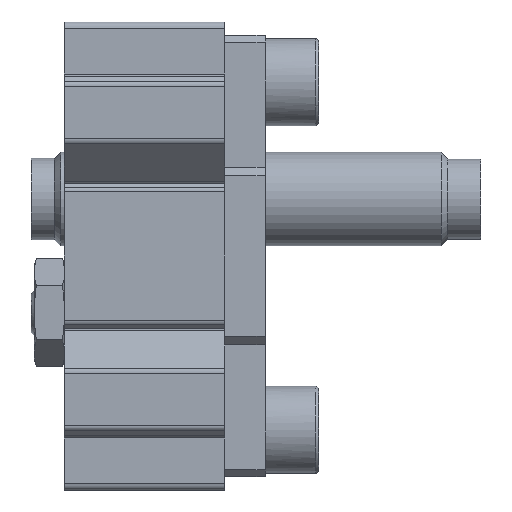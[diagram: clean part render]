
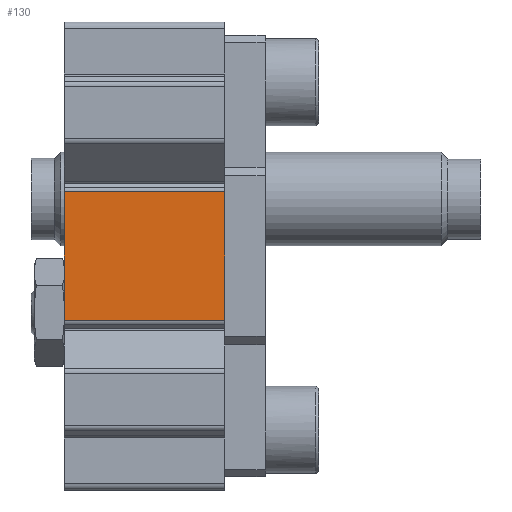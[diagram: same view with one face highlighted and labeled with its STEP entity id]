
A CAD part, front view. The second image highlights one B-rep face of the part: STEP entity #130.
In plain terms, the highlighted planar face has unit normal (0, -1, 0).
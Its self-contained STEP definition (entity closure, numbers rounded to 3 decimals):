
#130 = ADVANCED_FACE ( 'NONE', ( #3812 ), #5277, .F. ) ;
#274 = CARTESIAN_POINT ( 'NONE',  ( 0., 39., -9.586 ) ) ;
#634 = EDGE_CURVE ( 'NONE', #1552, #1855, #4653, .T. ) ;
#639 = LINE ( 'NONE', #1398, #5122 ) ;
#837 = DIRECTION ( 'NONE',  ( -1., 0., 0. ) ) ;
#1072 = AXIS2_PLACEMENT_3D ( 'NONE', #6637, #6455, #6592 ) ;
#1263 = VECTOR ( 'NONE', #837, 1000. ) ;
#1398 = CARTESIAN_POINT ( 'NONE',  ( 0., 39., 33.5 ) ) ;
#1552 = VERTEX_POINT ( 'NONE', #4639 ) ;
#1855 = VERTEX_POINT ( 'NONE', #7414 ) ;
#2266 = ORIENTED_EDGE ( 'NONE', *, *, #3313, .T. ) ;
#2326 = CARTESIAN_POINT ( 'NONE',  ( 24., 39., 9.586 ) ) ;
#2558 = VECTOR ( 'NONE', #2892, 1000. ) ;
#2600 = DIRECTION ( 'NONE',  ( 0., 0., -1. ) ) ;
#2765 = DIRECTION ( 'NONE',  ( 0., 0., -1. ) ) ;
#2826 = ORIENTED_EDGE ( 'NONE', *, *, #6040, .F. ) ;
#2892 = DIRECTION ( 'NONE',  ( 1., 0., 0. ) ) ;
#2917 = CARTESIAN_POINT ( 'NONE',  ( 24., 39., 9.586 ) ) ;
#3313 = EDGE_CURVE ( 'NONE', #6469, #3961, #639, .T. ) ;
#3728 = CARTESIAN_POINT ( 'NONE',  ( 0., 39., 9.586 ) ) ;
#3812 = FACE_OUTER_BOUND ( 'NONE', #5585, .T. ) ;
#3961 = VERTEX_POINT ( 'NONE', #274 ) ;
#4639 = CARTESIAN_POINT ( 'NONE',  ( 24., 39., 9.586 ) ) ;
#4653 = LINE ( 'NONE', #2917, #5980 ) ;
#5122 = VECTOR ( 'NONE', #2600, 1000. ) ;
#5277 = PLANE ( 'NONE',  #1072 ) ;
#5585 = EDGE_LOOP ( 'NONE', ( #2826, #7283, #7104, #2266 ) ) ;
#5980 = VECTOR ( 'NONE', #2765, 1000. ) ;
#6040 = EDGE_CURVE ( 'NONE', #1855, #3961, #7258, .T. ) ;
#6455 = DIRECTION ( 'NONE',  ( 0., 1., 0. ) ) ;
#6469 = VERTEX_POINT ( 'NONE', #3728 ) ;
#6592 = DIRECTION ( 'NONE',  ( 0., 0., 1. ) ) ;
#6602 = CARTESIAN_POINT ( 'NONE',  ( 24., 39., -9.586 ) ) ;
#6637 = CARTESIAN_POINT ( 'NONE',  ( 24., 39., 9.586 ) ) ;
#7104 = ORIENTED_EDGE ( 'NONE', *, *, #7195, .F. ) ;
#7195 = EDGE_CURVE ( 'NONE', #6469, #1552, #7211, .T. ) ;
#7211 = LINE ( 'NONE', #2326, #2558 ) ;
#7258 = LINE ( 'NONE', #6602, #1263 ) ;
#7283 = ORIENTED_EDGE ( 'NONE', *, *, #634, .F. ) ;
#7414 = CARTESIAN_POINT ( 'NONE',  ( 24., 39., -9.586 ) ) ;
